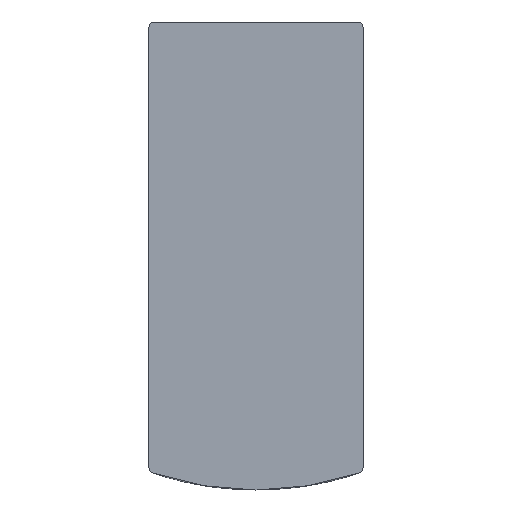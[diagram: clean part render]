
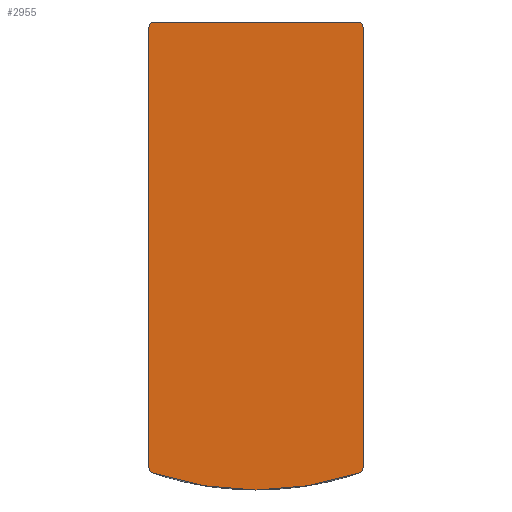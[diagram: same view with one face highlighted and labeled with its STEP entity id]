
A CAD part, front view. The second image highlights one B-rep face of the part: STEP entity #2955.
In plain terms, the highlighted planar face has unit normal (0, -1, 0).
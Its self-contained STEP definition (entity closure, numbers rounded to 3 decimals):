
#93=PLANE('',#4020);
#180=CIRCLE('',#3992,0.5);
#181=CIRCLE('',#3994,30.);
#182=CIRCLE('',#3997,0.5);
#185=CIRCLE('',#4002,0.5);
#188=CIRCLE('',#4007,0.5);
#336=LINE('',#5391,#566);
#340=LINE('',#5407,#570);
#342=LINE('',#5414,#572);
#566=VECTOR('',#4385,1000.);
#570=VECTOR('',#4401,1000.);
#572=VECTOR('',#4409,1000.);
#855=ORIENTED_EDGE('',*,*,#1632,.F.);
#856=ORIENTED_EDGE('',*,*,#1649,.F.);
#857=ORIENTED_EDGE('',*,*,#1621,.F.);
#858=ORIENTED_EDGE('',*,*,#1615,.F.);
#859=ORIENTED_EDGE('',*,*,#1610,.F.);
#860=ORIENTED_EDGE('',*,*,#1645,.F.);
#861=ORIENTED_EDGE('',*,*,#1640,.F.);
#862=ORIENTED_EDGE('',*,*,#1637,.F.);
#1610=EDGE_CURVE('',#2020,#2021,#180,.T.);
#1615=EDGE_CURVE('',#2021,#2025,#181,.T.);
#1621=EDGE_CURVE('',#2025,#2029,#182,.T.);
#1632=EDGE_CURVE('',#2036,#2037,#185,.T.);
#1637=EDGE_CURVE('',#2037,#2041,#336,.T.);
#1640=EDGE_CURVE('',#2041,#2043,#188,.T.);
#1645=EDGE_CURVE('',#2043,#2020,#340,.T.);
#1649=EDGE_CURVE('',#2029,#2036,#342,.T.);
#2020=VERTEX_POINT('',#5290);
#2021=VERTEX_POINT('',#5292);
#2025=VERTEX_POINT('',#5313);
#2029=VERTEX_POINT('',#5344);
#2036=VERTEX_POINT('',#5381);
#2037=VERTEX_POINT('',#5382);
#2041=VERTEX_POINT('',#5392);
#2043=VERTEX_POINT('',#5398);
#2357=EDGE_LOOP('',(#855,#856,#857,#858,#859,#860,#861,#862));
#2626=FACE_BOUND('',#2357,.T.);
#2955=ADVANCED_FACE('',(#2626),#93,.F.);
#3992=AXIS2_PLACEMENT_3D('',#5291,#4347,#4348);
#3994=AXIS2_PLACEMENT_3D('',#5312,#4353,#4354);
#3997=AXIS2_PLACEMENT_3D('',#5343,#4361,#4362);
#4002=AXIS2_PLACEMENT_3D('',#5380,#4375,#4376);
#4007=AXIS2_PLACEMENT_3D('',#5397,#4390,#4391);
#4020=AXIS2_PLACEMENT_3D('',#5425,#4421,#4422);
#4347=DIRECTION('',(0.,1.,0.));
#4348=DIRECTION('',(1.,0.,0.));
#4353=DIRECTION('',(0.,1.,0.));
#4354=DIRECTION('',(1.,0.,0.));
#4361=DIRECTION('',(0.,1.,0.));
#4362=DIRECTION('',(1.,0.,0.));
#4375=DIRECTION('',(0.,1.,0.));
#4376=DIRECTION('',(1.,0.,0.));
#4385=DIRECTION('',(0.,0.,1.));
#4390=DIRECTION('',(0.,1.,0.));
#4391=DIRECTION('',(1.,0.,0.));
#4401=DIRECTION('',(1.,0.,0.));
#4409=DIRECTION('',(-1.,0.,0.));
#4421=DIRECTION('',(0.,1.,0.));
#4422=DIRECTION('',(0.,0.,1.));
#5290=CARTESIAN_POINT('',(20.644,0.,10.));
#5291=CARTESIAN_POINT('',(20.644,0.,9.5));
#5292=CARTESIAN_POINT('',(21.118,0.,9.661));
#5312=CARTESIAN_POINT('',(-7.284,0.,0.));
#5313=CARTESIAN_POINT('',(21.118,0.,-9.661));
#5343=CARTESIAN_POINT('',(20.644,0.,-9.5));
#5344=CARTESIAN_POINT('',(20.644,0.,-10.));
#5380=CARTESIAN_POINT('',(-20.5,0.,-9.5));
#5381=CARTESIAN_POINT('',(-20.5,0.,-10.));
#5382=CARTESIAN_POINT('',(-21.,0.,-9.5));
#5391=CARTESIAN_POINT('',(-21.,0.,-9.5));
#5392=CARTESIAN_POINT('',(-21.,0.,9.5));
#5397=CARTESIAN_POINT('',(-20.5,0.,9.5));
#5398=CARTESIAN_POINT('',(-20.5,0.,10.));
#5407=CARTESIAN_POINT('',(-20.5,0.,10.));
#5414=CARTESIAN_POINT('',(20.644,0.,-10.));
#5425=CARTESIAN_POINT('',(-20.5,0.,-9.5));
